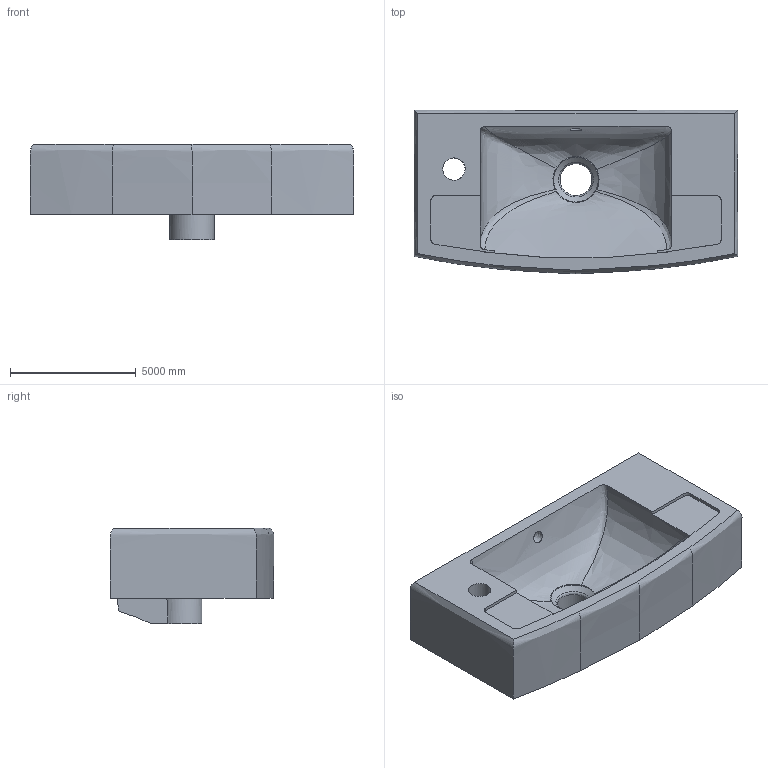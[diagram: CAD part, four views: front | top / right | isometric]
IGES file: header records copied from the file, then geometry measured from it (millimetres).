
Global section: file name: CR.1730_1; native system: AutoCAD 2016 - English; preprocessor: Autodesk Translation Framework DWG producer (atf_dwg_producer); organization: unknown; date: 20170502.150114; units: inch
Bounding box: 12841.89 x 6492.1 x 3810 mm (x, y, z)
Volume: 160136666379.8 mm3; surface area: 308051684.6 mm2
Topology: 1 solids, 1 shells, 54 faces, 153 edges, 104 vertices
Faces by surface type: bspline 54
